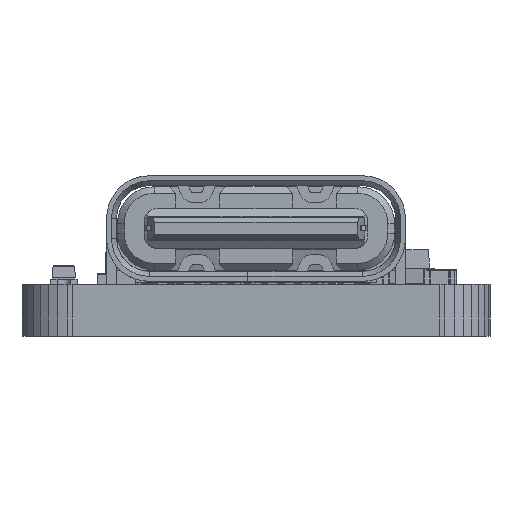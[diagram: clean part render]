
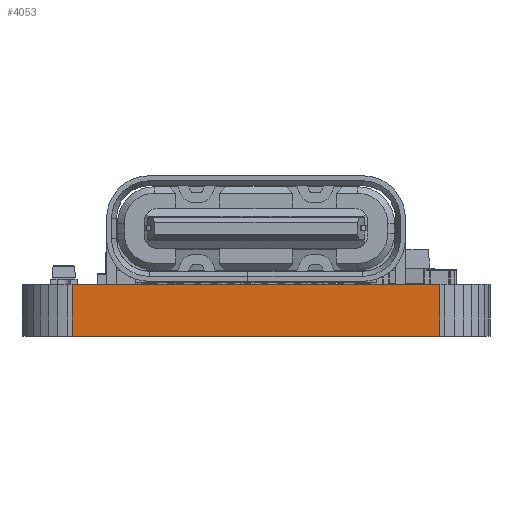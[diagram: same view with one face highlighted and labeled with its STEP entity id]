
A CAD part, left-side view. The second image highlights one B-rep face of the part: STEP entity #4053.
In plain terms, the highlighted planar face has unit normal (-1, 0, 0).
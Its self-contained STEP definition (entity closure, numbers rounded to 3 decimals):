
#3082 = VERTEX_POINT('',#3083);
#3083 = CARTESIAN_POINT('',(1.,12.5,0.02)
  );
#3089 = EDGE_CURVE('',#3082,#3090,#3092,.T.);
#3090 = VERTEX_POINT('',#3091);
#3091 = CARTESIAN_POINT('',(1.,1.5,0.02)
  );
#3092 = LINE('',#3093,#3094);
#3093 = CARTESIAN_POINT('',(1.,12.5,0.02)
  );
#3094 = VECTOR('',#3095,1.);
#3095 = DIRECTION('',(0.,-1.,0.));
#3609 = VERTEX_POINT('',#3610);
#3610 = CARTESIAN_POINT('',(1.,12.5,-1.529)
  );
#3616 = EDGE_CURVE('',#3609,#3617,#3619,.T.);
#3617 = VERTEX_POINT('',#3618);
#3618 = CARTESIAN_POINT('',(1.,1.5,-1.529));
#3619 = LINE('',#3620,#3621);
#3620 = CARTESIAN_POINT('',(1.,12.5,-1.529)
  );
#3621 = VECTOR('',#3622,1.);
#3622 = DIRECTION('',(0.,-1.,0.));
#4043 = EDGE_CURVE('',#3090,#3617,#4044,.T.);
#4044 = LINE('',#4045,#4046);
#4045 = CARTESIAN_POINT('',(1.,1.5,0.02)
  );
#4046 = VECTOR('',#4047,1.);
#4047 = DIRECTION('',(0.,0.,-1.));
#4053 = ADVANCED_FACE('',(#4054),#4065,.F.);
#4054 = FACE_BOUND('',#4055,.F.);
#4055 = EDGE_LOOP('',(#4056,#4057,#4058,#4059));
#4056 = ORIENTED_EDGE('',*,*,#3089,.T.);
#4057 = ORIENTED_EDGE('',*,*,#4043,.T.);
#4058 = ORIENTED_EDGE('',*,*,#3616,.F.);
#4059 = ORIENTED_EDGE('',*,*,#4060,.F.);
#4060 = EDGE_CURVE('',#3082,#3609,#4061,.T.);
#4061 = LINE('',#4062,#4063);
#4062 = CARTESIAN_POINT('',(1.,12.5,0.02)
  );
#4063 = VECTOR('',#4064,1.);
#4064 = DIRECTION('',(0.,0.,-1.));
#4065 = PLANE('',#4066);
#4066 = AXIS2_PLACEMENT_3D('',#4067,#4068,#4069);
#4067 = CARTESIAN_POINT('',(1.,7.,-0.755));
#4068 = DIRECTION('',(1.,0.,0.));
#4069 = DIRECTION('',(0.,0.,1.));
